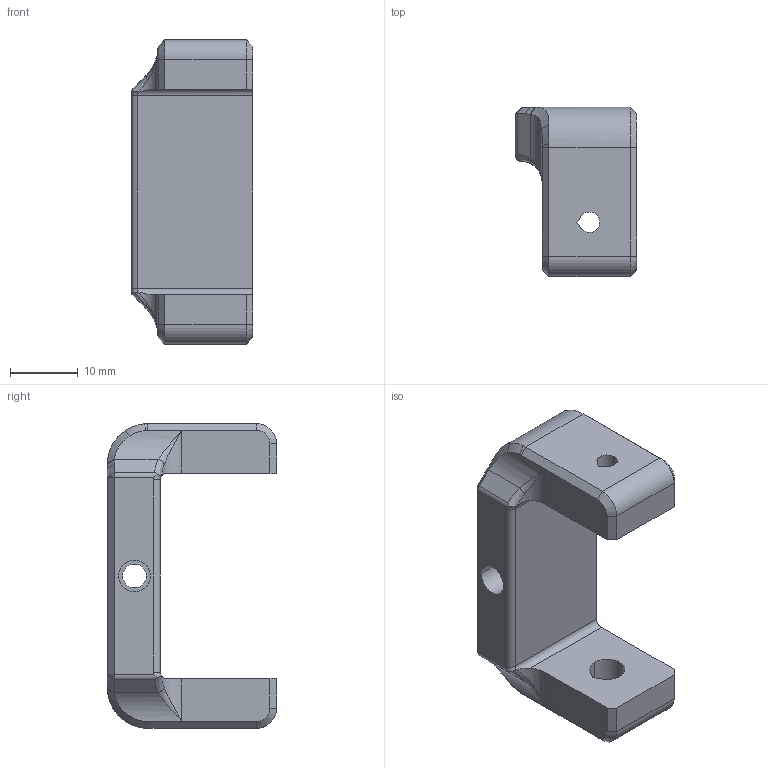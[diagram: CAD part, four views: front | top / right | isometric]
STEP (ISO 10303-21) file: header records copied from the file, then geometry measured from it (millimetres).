
FILE_DESCRIPTION (( 'STEP AP214' ), '1' );
FILE_NAME ('PINNED FRONT TENSIONER 1.STEP', '2020-12-22T22:59:19', ( '' ), ( '' ), 'SwSTEP 2.0', 'SolidWorks 2014', '' );
FILE_SCHEMA (( 'AUTOMOTIVE_DESIGN' ));
Length unit declared in the file: millimetre
Products named in the file (2): PINNED FRONT TENSIONER 1
Bounding box: 18 x 25 x 45 mm (x, y, z)
Volume: 8648.4 mm3; surface area: 4006.6 mm2
Topology: 1 solids, 1 shells, 87 faces, 227 edges, 140 vertices
Faces by surface type: plane 34, cylinder 25, bspline 14, cone 12, torus 2
Entity records: 3247 total; most frequent: CARTESIAN_POINT 1219, ORIENTED_EDGE 446, DIRECTION 349, EDGE_CURVE 223, VERTEX_POINT 140, LINE 119, VECTOR 119, AXIS2_PLACEMENT_3D 115
